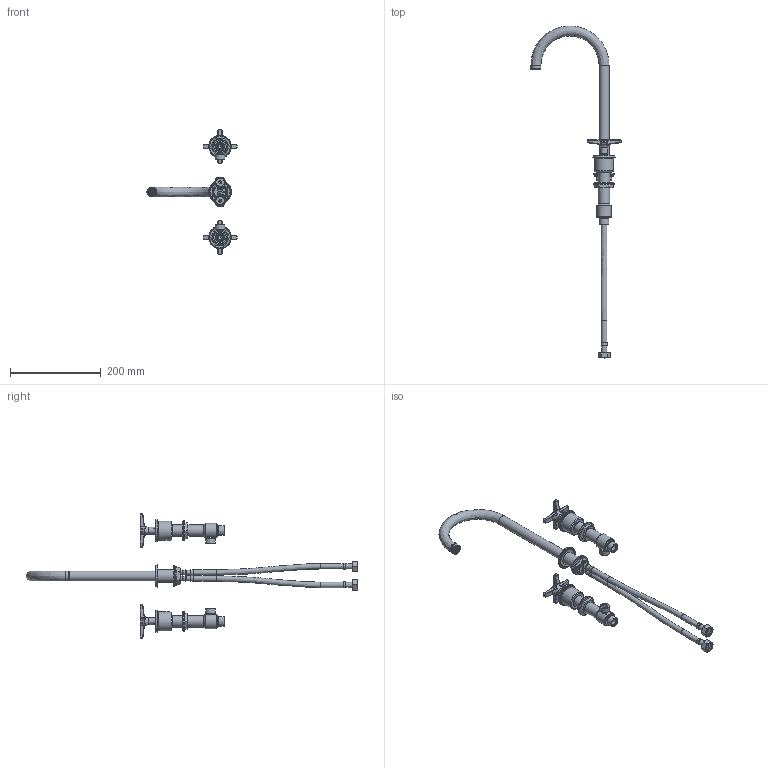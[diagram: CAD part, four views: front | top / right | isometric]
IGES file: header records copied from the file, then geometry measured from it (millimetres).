
Global section: file name: T20KA16-COX; native system: Autodesk Inventor 2020; preprocessor: unknown; author: camerond; date: 20221208.104052; units: millimetre
Bounding box: 198.46 x 731.68 x 274.92 mm (x, y, z)
Volume: 446496.1 mm3; surface area: 225003.3 mm2
Topology: 45 solids, 45 shells, 3902 faces, 10578 edges, 6891 vertices
Faces by surface type: bspline 3902
